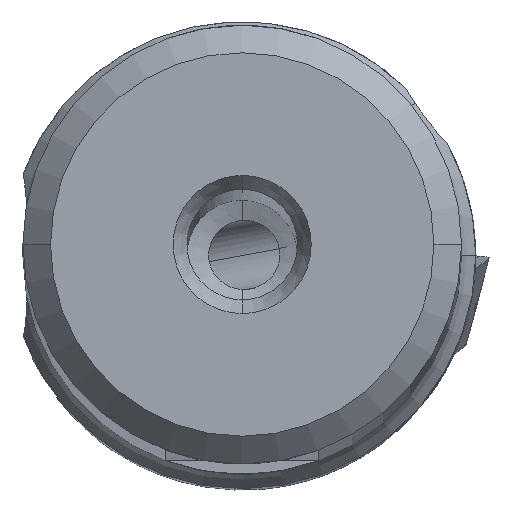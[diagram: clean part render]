
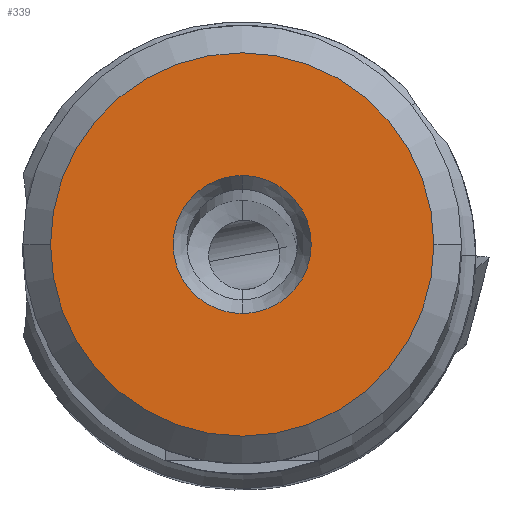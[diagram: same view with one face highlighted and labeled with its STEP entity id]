
A CAD part, top view. The second image highlights one B-rep face of the part: STEP entity #339.
In plain terms, the highlighted planar face has unit normal (0, 0, 1).
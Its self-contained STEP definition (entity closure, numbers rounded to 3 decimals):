
#339=ADVANCED_FACE('',(#487,#488),#448,.T.);
#448=PLANE('',#2320);
#487=FACE_BOUND('',#515,.T.);
#488=FACE_BOUND('',#516,.T.);
#515=EDGE_LOOP('',(#699,#700,#701,#702));
#516=EDGE_LOOP('',(#703,#704));
#699=ORIENTED_EDGE('',*,*,#1524,.F.);
#700=ORIENTED_EDGE('',*,*,#1525,.F.);
#701=ORIENTED_EDGE('',*,*,#1526,.F.);
#702=ORIENTED_EDGE('',*,*,#1527,.F.);
#703=ORIENTED_EDGE('',*,*,#1528,.F.);
#704=ORIENTED_EDGE('',*,*,#1529,.F.);
#1297=VERTEX_POINT('',#3292);
#1298=VERTEX_POINT('',#3293);
#1299=VERTEX_POINT('',#3295);
#1300=VERTEX_POINT('',#3297);
#1301=VERTEX_POINT('',#3300);
#1302=VERTEX_POINT('',#3301);
#1524=EDGE_CURVE('',#1297,#1298,#1830,.T.);
#1525=EDGE_CURVE('',#1299,#1297,#1831,.T.);
#1526=EDGE_CURVE('',#1300,#1299,#1832,.T.);
#1527=EDGE_CURVE('',#1298,#1300,#1833,.T.);
#1528=EDGE_CURVE('',#1301,#1302,#1834,.T.);
#1529=EDGE_CURVE('',#1302,#1301,#1835,.T.);
#1830=CIRCLE('',#2314,6.938);
#1831=CIRCLE('',#2315,6.938);
#1832=CIRCLE('',#2316,6.938);
#1833=CIRCLE('',#2317,6.938);
#1834=CIRCLE('',#2318,2.5);
#1835=CIRCLE('',#2319,2.5);
#2314=AXIS2_PLACEMENT_3D('',#3291,#2652,#2653);
#2315=AXIS2_PLACEMENT_3D('',#3294,#2654,#2655);
#2316=AXIS2_PLACEMENT_3D('',#3296,#2656,#2657);
#2317=AXIS2_PLACEMENT_3D('',#3298,#2658,#2659);
#2318=AXIS2_PLACEMENT_3D('',#3299,#2660,#2661);
#2319=AXIS2_PLACEMENT_3D('',#3302,#2662,#2663);
#2320=AXIS2_PLACEMENT_3D('',#3303,#2664,#2665);
#2652=DIRECTION('',(0.,0.,-1.));
#2653=DIRECTION('',(0.,1.,0.));
#2654=DIRECTION('',(0.,0.,-1.));
#2655=DIRECTION('',(-1.,0.,0.));
#2656=DIRECTION('',(0.,0.,-1.));
#2657=DIRECTION('',(0.,-1.,0.));
#2658=DIRECTION('',(0.,0.,-1.));
#2659=DIRECTION('',(1.,0.,0.));
#2660=DIRECTION('',(0.,0.,1.));
#2661=DIRECTION('',(0.,1.,0.));
#2662=DIRECTION('',(0.,0.,1.));
#2663=DIRECTION('',(0.,-1.,0.));
#2664=DIRECTION('',(0.,0.,1.));
#2665=DIRECTION('',(-1.,0.,0.));
#3291=CARTESIAN_POINT('',(0.,0.,0.));
#3292=CARTESIAN_POINT('',(0.,6.938,0.));
#3293=CARTESIAN_POINT('',(6.938,0.,0.));
#3294=CARTESIAN_POINT('',(0.,0.,0.));
#3295=CARTESIAN_POINT('',(-6.938,0.,0.));
#3296=CARTESIAN_POINT('',(0.,0.,0.));
#3297=CARTESIAN_POINT('',(0.,-6.938,0.));
#3298=CARTESIAN_POINT('',(0.,0.,0.));
#3299=CARTESIAN_POINT('',(0.,0.,0.));
#3300=CARTESIAN_POINT('',(0.,2.5,0.));
#3301=CARTESIAN_POINT('',(0.,-2.5,0.));
#3302=CARTESIAN_POINT('',(0.,0.,0.));
#3303=CARTESIAN_POINT('',(0.,0.,0.));
